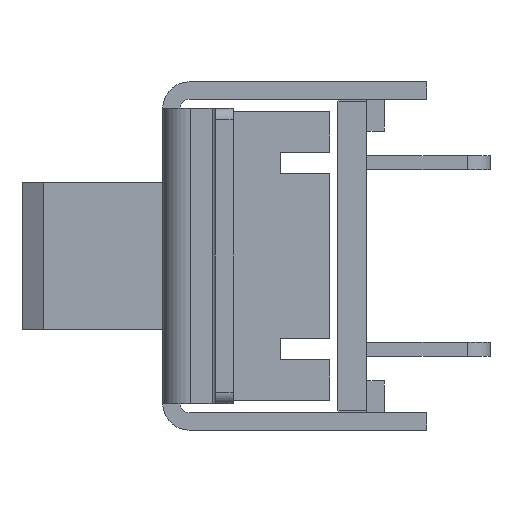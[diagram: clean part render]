
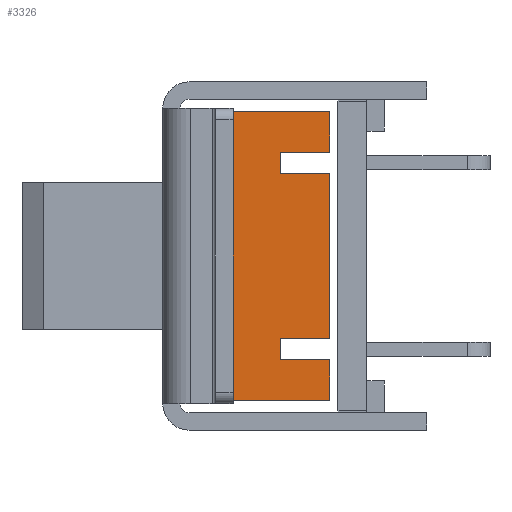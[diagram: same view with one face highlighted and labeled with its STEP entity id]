
A CAD part, left-side view. The second image highlights one B-rep face of the part: STEP entity #3326.
In plain terms, the highlighted planar face has unit normal (-1, 0, 0).
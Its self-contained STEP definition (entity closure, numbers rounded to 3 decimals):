
#601 = VERTEX_POINT('',#602);
#602 = CARTESIAN_POINT('',(-0.3,0.,-2.15));
#2415 = VERTEX_POINT('',#2416);
#2416 = CARTESIAN_POINT('',(-0.3,0.,4.1));
#2461 = VERTEX_POINT('',#2462);
#2462 = CARTESIAN_POINT('',(-0.3,0.,-4.1));
#2468 = EDGE_CURVE('',#601,#2461,#2469,.T.);
#2469 = LINE('',#2470,#2471);
#2470 = CARTESIAN_POINT('',(-0.3,0.,-2.15));
#2471 = VECTOR('',#2472,1.);
#2472 = DIRECTION('',(0.,0.,-1.));
#2484 = VERTEX_POINT('',#2485);
#2485 = CARTESIAN_POINT('',(-0.3,0.,2.15));
#2491 = EDGE_CURVE('',#2415,#2484,#2492,.T.);
#2492 = LINE('',#2493,#2494);
#2493 = CARTESIAN_POINT('',(-0.3,0.,4.1));
#2494 = VECTOR('',#2495,1.);
#2495 = DIRECTION('',(0.,0.,-1.));
#2987 = VERTEX_POINT('',#2988);
#2988 = CARTESIAN_POINT('',(-0.3,-2.85,2.35));
#3005 = VERTEX_POINT('',#3006);
#3006 = CARTESIAN_POINT('',(-0.3,-2.85,2.95));
#3012 = EDGE_CURVE('',#2987,#3005,#3013,.T.);
#3013 = LINE('',#3014,#3015);
#3014 = CARTESIAN_POINT('',(-0.3,-2.85,2.35));
#3015 = VECTOR('',#3016,1.);
#3016 = DIRECTION('',(0.,0.,1.));
#3326 = ADVANCED_FACE('',(#3327),#3414,.F.);
#3327 = FACE_BOUND('',#3328,.T.);
#3328 = EDGE_LOOP('',(#3329,#3335,#3336,#3344,#3352,#3360,#3368,#3376,
    #3384,#3390,#3391,#3399,#3407,#3413));
#3329 = ORIENTED_EDGE('',*,*,#3330,.F.);
#3330 = EDGE_CURVE('',#601,#2484,#3331,.T.);
#3331 = LINE('',#3332,#3333);
#3332 = CARTESIAN_POINT('',(-0.3,0.,-2.15));
#3333 = VECTOR('',#3334,1.);
#3334 = DIRECTION('',(0.,0.,1.));
#3335 = ORIENTED_EDGE('',*,*,#2468,.T.);
#3336 = ORIENTED_EDGE('',*,*,#3337,.F.);
#3337 = EDGE_CURVE('',#3338,#2461,#3340,.T.);
#3338 = VERTEX_POINT('',#3339);
#3339 = CARTESIAN_POINT('',(-0.3,-4.25,-4.1));
#3340 = LINE('',#3341,#3342);
#3341 = CARTESIAN_POINT('',(-0.3,-4.25,-4.1));
#3342 = VECTOR('',#3343,1.);
#3343 = DIRECTION('',(0.,1.,0.));
#3344 = ORIENTED_EDGE('',*,*,#3345,.F.);
#3345 = EDGE_CURVE('',#3346,#3338,#3348,.T.);
#3346 = VERTEX_POINT('',#3347);
#3347 = CARTESIAN_POINT('',(-0.3,-4.25,-2.95));
#3348 = LINE('',#3349,#3350);
#3349 = CARTESIAN_POINT('',(-0.3,-4.25,-2.95));
#3350 = VECTOR('',#3351,1.);
#3351 = DIRECTION('',(0.,0.,-1.));
#3352 = ORIENTED_EDGE('',*,*,#3353,.T.);
#3353 = EDGE_CURVE('',#3346,#3354,#3356,.T.);
#3354 = VERTEX_POINT('',#3355);
#3355 = CARTESIAN_POINT('',(-0.3,-2.85,-2.95));
#3356 = LINE('',#3357,#3358);
#3357 = CARTESIAN_POINT('',(-0.3,-4.25,-2.95));
#3358 = VECTOR('',#3359,1.);
#3359 = DIRECTION('',(0.,1.,0.));
#3360 = ORIENTED_EDGE('',*,*,#3361,.T.);
#3361 = EDGE_CURVE('',#3354,#3362,#3364,.T.);
#3362 = VERTEX_POINT('',#3363);
#3363 = CARTESIAN_POINT('',(-0.3,-2.85,-2.35));
#3364 = LINE('',#3365,#3366);
#3365 = CARTESIAN_POINT('',(-0.3,-2.85,-2.95));
#3366 = VECTOR('',#3367,1.);
#3367 = DIRECTION('',(0.,0.,1.));
#3368 = ORIENTED_EDGE('',*,*,#3369,.F.);
#3369 = EDGE_CURVE('',#3370,#3362,#3372,.T.);
#3370 = VERTEX_POINT('',#3371);
#3371 = CARTESIAN_POINT('',(-0.3,-4.25,-2.35));
#3372 = LINE('',#3373,#3374);
#3373 = CARTESIAN_POINT('',(-0.3,-4.25,-2.35));
#3374 = VECTOR('',#3375,1.);
#3375 = DIRECTION('',(0.,1.,0.));
#3376 = ORIENTED_EDGE('',*,*,#3377,.F.);
#3377 = EDGE_CURVE('',#3378,#3370,#3380,.T.);
#3378 = VERTEX_POINT('',#3379);
#3379 = CARTESIAN_POINT('',(-0.3,-4.25,2.35));
#3380 = LINE('',#3381,#3382);
#3381 = CARTESIAN_POINT('',(-0.3,-4.25,2.35));
#3382 = VECTOR('',#3383,1.);
#3383 = DIRECTION('',(0.,0.,-1.));
#3384 = ORIENTED_EDGE('',*,*,#3385,.T.);
#3385 = EDGE_CURVE('',#3378,#2987,#3386,.T.);
#3386 = LINE('',#3387,#3388);
#3387 = CARTESIAN_POINT('',(-0.3,-4.25,2.35));
#3388 = VECTOR('',#3389,1.);
#3389 = DIRECTION('',(0.,1.,0.));
#3390 = ORIENTED_EDGE('',*,*,#3012,.T.);
#3391 = ORIENTED_EDGE('',*,*,#3392,.F.);
#3392 = EDGE_CURVE('',#3393,#3005,#3395,.T.);
#3393 = VERTEX_POINT('',#3394);
#3394 = CARTESIAN_POINT('',(-0.3,-4.25,2.95));
#3395 = LINE('',#3396,#3397);
#3396 = CARTESIAN_POINT('',(-0.3,-4.25,2.95));
#3397 = VECTOR('',#3398,1.);
#3398 = DIRECTION('',(0.,1.,0.));
#3399 = ORIENTED_EDGE('',*,*,#3400,.F.);
#3400 = EDGE_CURVE('',#3401,#3393,#3403,.T.);
#3401 = VERTEX_POINT('',#3402);
#3402 = CARTESIAN_POINT('',(-0.3,-4.25,4.1));
#3403 = LINE('',#3404,#3405);
#3404 = CARTESIAN_POINT('',(-0.3,-4.25,4.1));
#3405 = VECTOR('',#3406,1.);
#3406 = DIRECTION('',(0.,0.,-1.));
#3407 = ORIENTED_EDGE('',*,*,#3408,.F.);
#3408 = EDGE_CURVE('',#2415,#3401,#3409,.T.);
#3409 = LINE('',#3410,#3411);
#3410 = CARTESIAN_POINT('',(-0.3,0.,4.1));
#3411 = VECTOR('',#3412,1.);
#3412 = DIRECTION('',(0.,-1.,0.));
#3413 = ORIENTED_EDGE('',*,*,#2491,.T.);
#3414 = PLANE('',#3415);
#3415 = AXIS2_PLACEMENT_3D('',#3416,#3417,#3418);
#3416 = CARTESIAN_POINT('',(-0.3,0.,0.));
#3417 = DIRECTION('',(1.,0.,0.));
#3418 = DIRECTION('',(0.,1.,-0.));
